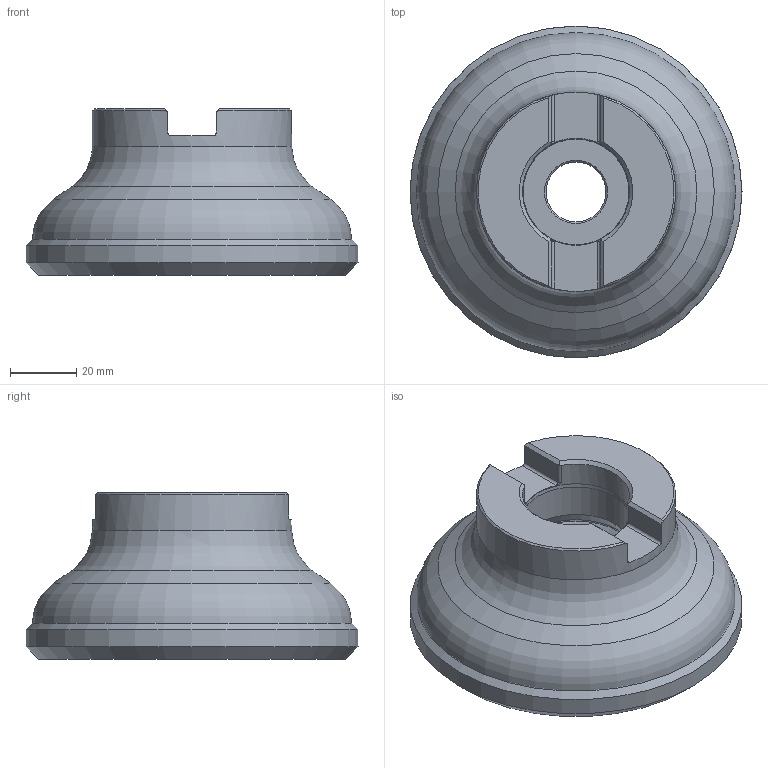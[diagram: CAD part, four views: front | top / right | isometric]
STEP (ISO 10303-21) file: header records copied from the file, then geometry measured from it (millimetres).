
FILE_DESCRIPTION(/* description */ (''),/* implementation_level */ '2;1');
FILE_NAME(/* name */ '100A07R_S45OD05_C_115008865ndi000_00_SIM.stp',/* time_stamp */ '2019-12-13T13:19:20+01:00',/* author */ (''),/* organization */ (''),/* preprocessor_version */ 'ST-DEVELOPER v16.7',/* originating_system */ 'SIEMENS PLM Software NX 12.0',/* authorisation */ '');
FILE_SCHEMA (('AUTOMOTIVE_DESIGN { 1 0 10303 214 3 1 1 1 }'));
Length unit declared in the file: millimetre
Products named in the file (1): wq7047E4AAD9g8em
Bounding box: 99.97 x 99.97 x 50.03 mm (x, y, z)
Volume: 210353.3 mm3; surface area: 38755.2 mm2
Topology: 2 solids, 2 shells, 67 faces, 162 edges, 99 vertices
Faces by surface type: cylinder 20, plane 16, cone 12, torus 12, revolution 7
Full cylindrical faces by diameter (mm): 18 x1, 32.008 x1, 32.2 x1, 45.1 x1, 60 x1, 96.084 x1
Entity records: 1963 total; most frequent: CARTESIAN_POINT 520, DIRECTION 293, ORIENTED_EDGE 252, AXIS2_PLACEMENT_3D 127, EDGE_CURVE 126, EDGE_LOOP 100, VERTEX_POINT 92, ADVANCED_FACE 67
